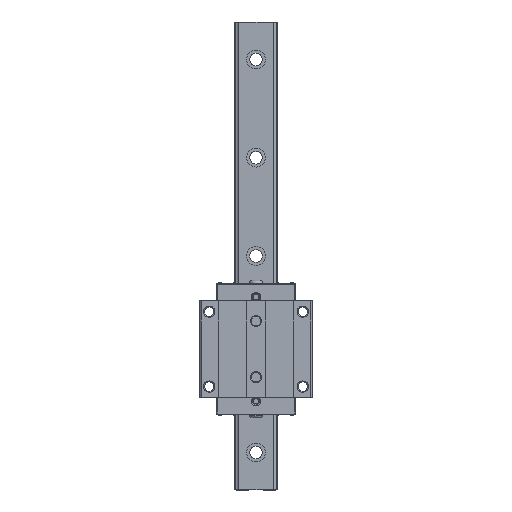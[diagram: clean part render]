
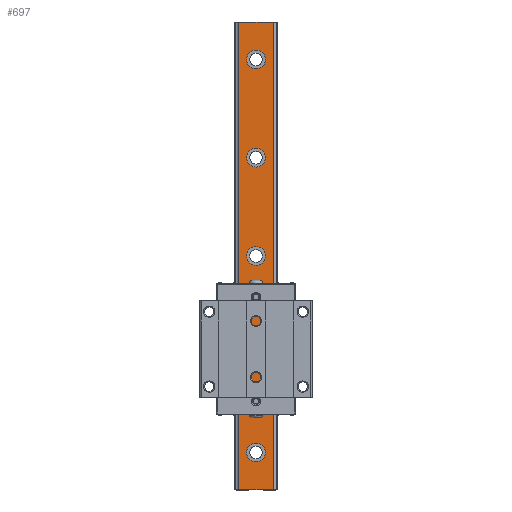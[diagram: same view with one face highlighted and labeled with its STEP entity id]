
A CAD part, top view. The second image highlights one B-rep face of the part: STEP entity #697.
In plain terms, the highlighted planar face has unit normal (0, 0, 1).
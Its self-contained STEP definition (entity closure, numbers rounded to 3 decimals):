
#697=ADVANCED_FACE('',(#1916,#1917,#1918,#1919,#1920,#1921),#1922,.T.);
#1916=FACE_BOUND('',#3715,.T.);
#1917=FACE_BOUND('',#3716,.T.);
#1918=FACE_BOUND('',#3717,.T.);
#1919=FACE_BOUND('',#3718,.T.);
#1920=FACE_BOUND('',#3719,.T.);
#1921=FACE_OUTER_BOUND('',#3720,.T.);
#1922=PLANE('',#3721);
#3715=EDGE_LOOP('',(#5656,#5657));
#3716=EDGE_LOOP('',(#5658,#5659));
#3717=EDGE_LOOP('',(#5660,#5661));
#3718=EDGE_LOOP('',(#5662,#5663));
#3719=EDGE_LOOP('',(#5664,#5665));
#3720=EDGE_LOOP('',(#5666,#5667,#5668,#5669));
#3721=AXIS2_PLACEMENT_3D('',#5670,#5671,#5672);
#5656=ORIENTED_EDGE('',*,*,#10517,.T.);
#5657=ORIENTED_EDGE('',*,*,#10503,.T.);
#5658=ORIENTED_EDGE('',*,*,#10524,.T.);
#5659=ORIENTED_EDGE('',*,*,#10493,.T.);
#5660=ORIENTED_EDGE('',*,*,#10531,.T.);
#5661=ORIENTED_EDGE('',*,*,#10483,.T.);
#5662=ORIENTED_EDGE('',*,*,#10538,.T.);
#5663=ORIENTED_EDGE('',*,*,#10473,.T.);
#5664=ORIENTED_EDGE('',*,*,#10545,.T.);
#5665=ORIENTED_EDGE('',*,*,#10463,.T.);
#5666=ORIENTED_EDGE('',*,*,#10616,.T.);
#5667=ORIENTED_EDGE('',*,*,#10617,.F.);
#5668=ORIENTED_EDGE('',*,*,#10618,.F.);
#5669=ORIENTED_EDGE('',*,*,#10613,.T.);
#5670=CARTESIAN_POINT('',(0.,0.,37.2));
#5671=DIRECTION('',(-0.0,0.,1.0));
#5672=DIRECTION('',(1.0,0.0,0.0));
#10463=EDGE_CURVE('',#12482,#12479,#12483,.T.);
#10473=EDGE_CURVE('',#12500,#12497,#12501,.T.);
#10483=EDGE_CURVE('',#12518,#12515,#12519,.T.);
#10493=EDGE_CURVE('',#12536,#12533,#12537,.T.);
#10503=EDGE_CURVE('',#12554,#12551,#12555,.T.);
#10517=EDGE_CURVE('',#12551,#12554,#12574,.T.);
#10524=EDGE_CURVE('',#12533,#12536,#12581,.T.);
#10531=EDGE_CURVE('',#12515,#12518,#12588,.T.);
#10538=EDGE_CURVE('',#12497,#12500,#12595,.T.);
#10545=EDGE_CURVE('',#12479,#12482,#12602,.T.);
#10613=EDGE_CURVE('',#12705,#12703,#12706,.T.);
#10616=EDGE_CURVE('',#12703,#12709,#12710,.T.);
#10617=EDGE_CURVE('',#12711,#12709,#12712,.T.);
#10618=EDGE_CURVE('',#12705,#12711,#12713,.T.);
#12479=VERTEX_POINT('',#15452);
#12482=VERTEX_POINT('',#15456);
#12483=CIRCLE('',#15457,10.0);
#12497=VERTEX_POINT('',#15474);
#12500=VERTEX_POINT('',#15478);
#12501=CIRCLE('',#15479,10.0);
#12515=VERTEX_POINT('',#15496);
#12518=VERTEX_POINT('',#15500);
#12519=CIRCLE('',#15501,10.0);
#12533=VERTEX_POINT('',#15518);
#12536=VERTEX_POINT('',#15522);
#12537=CIRCLE('',#15523,10.0);
#12551=VERTEX_POINT('',#15540);
#12554=VERTEX_POINT('',#15544);
#12555=CIRCLE('',#15545,10.0);
#12574=CIRCLE('',#15567,10.0);
#12581=CIRCLE('',#15574,10.0);
#12588=CIRCLE('',#15581,10.0);
#12595=CIRCLE('',#15588,10.0);
#12602=CIRCLE('',#15595,10.0);
#12703=VERTEX_POINT('',#15737);
#12705=VERTEX_POINT('',#15739);
#12706=LINE('',#15740,#15741);
#12709=VERTEX_POINT('',#15744);
#12710=LINE('',#15745,#15746);
#12711=VERTEX_POINT('',#15747);
#12712=LINE('',#15748,#15749);
#12713=LINE('',#15750,#15751);
#15452=CARTESIAN_POINT('',(10.0,40.0,37.2));
#15456=CARTESIAN_POINT('',(-10.0,40.0,37.2));
#15457=AXIS2_PLACEMENT_3D('',#19299,#19300,#19301);
#15474=CARTESIAN_POINT('',(10.0,145.0,37.2));
#15478=CARTESIAN_POINT('',(-10.0,145.0,37.2));
#15479=AXIS2_PLACEMENT_3D('',#19315,#19316,#19317);
#15496=CARTESIAN_POINT('',(10.0,250.0,37.2));
#15500=CARTESIAN_POINT('',(-10.0,250.0,37.2));
#15501=AXIS2_PLACEMENT_3D('',#19331,#19332,#19333);
#15518=CARTESIAN_POINT('',(10.0,355.0,37.2));
#15522=CARTESIAN_POINT('',(-10.0,355.0,37.2));
#15523=AXIS2_PLACEMENT_3D('',#19347,#19348,#19349);
#15540=CARTESIAN_POINT('',(10.0,460.0,37.2));
#15544=CARTESIAN_POINT('',(-10.0,460.0,37.2));
#15545=AXIS2_PLACEMENT_3D('',#19363,#19364,#19365);
#15567=AXIS2_PLACEMENT_3D('',#19387,#19388,#19389);
#15574=AXIS2_PLACEMENT_3D('',#19399,#19400,#19401);
#15581=AXIS2_PLACEMENT_3D('',#19411,#19412,#19413);
#15588=AXIS2_PLACEMENT_3D('',#19423,#19424,#19425);
#15595=AXIS2_PLACEMENT_3D('',#19435,#19436,#19437);
#15737=CARTESIAN_POINT('',(18.228,500.0,37.2));
#15739=CARTESIAN_POINT('',(18.228,0.,37.2));
#15740=CARTESIAN_POINT('',(18.228,0.,37.2));
#15741=VECTOR('',#19506,1.0);
#15744=CARTESIAN_POINT('',(-18.228,500.0,37.2));
#15745=CARTESIAN_POINT('',(18.228,500.0,37.2));
#15746=VECTOR('',#19510,1.0);
#15747=CARTESIAN_POINT('',(-18.228,0.,37.2));
#15748=CARTESIAN_POINT('',(-18.228,0.,37.2));
#15749=VECTOR('',#19511,1.0);
#15750=CARTESIAN_POINT('',(18.228,0.,37.2));
#15751=VECTOR('',#19512,1.0);
#19299=CARTESIAN_POINT('',(0.0,40.0,37.2));
#19300=DIRECTION('',(0.0,0.,-1.0));
#19301=DIRECTION('',(1.0,0.0,0.0));
#19315=CARTESIAN_POINT('',(0.0,145.0,37.2));
#19316=DIRECTION('',(0.0,0.,-1.0));
#19317=DIRECTION('',(1.0,0.0,0.0));
#19331=CARTESIAN_POINT('',(0.0,250.0,37.2));
#19332=DIRECTION('',(0.0,0.,-1.0));
#19333=DIRECTION('',(1.0,0.0,0.0));
#19347=CARTESIAN_POINT('',(0.0,355.0,37.2));
#19348=DIRECTION('',(0.0,0.,-1.0));
#19349=DIRECTION('',(1.0,0.0,0.0));
#19363=CARTESIAN_POINT('',(0.0,460.0,37.2));
#19364=DIRECTION('',(0.0,0.,-1.0));
#19365=DIRECTION('',(1.0,0.0,0.0));
#19387=CARTESIAN_POINT('',(0.0,460.0,37.2));
#19388=DIRECTION('',(0.0,0.,-1.0));
#19389=DIRECTION('',(1.0,0.0,0.0));
#19399=CARTESIAN_POINT('',(0.0,355.0,37.2));
#19400=DIRECTION('',(0.0,0.,-1.0));
#19401=DIRECTION('',(1.0,0.0,0.0));
#19411=CARTESIAN_POINT('',(0.0,250.0,37.2));
#19412=DIRECTION('',(0.0,0.,-1.0));
#19413=DIRECTION('',(1.0,0.0,0.0));
#19423=CARTESIAN_POINT('',(0.0,145.0,37.2));
#19424=DIRECTION('',(0.0,0.,-1.0));
#19425=DIRECTION('',(1.0,0.0,0.0));
#19435=CARTESIAN_POINT('',(0.0,40.0,37.2));
#19436=DIRECTION('',(0.0,0.,-1.0));
#19437=DIRECTION('',(1.0,0.0,0.0));
#19506=DIRECTION('',(0.0,1.0,0.));
#19510=DIRECTION('',(-1.0,0.0,0.0));
#19511=DIRECTION('',(0.0,1.0,0.));
#19512=DIRECTION('',(-1.0,0.0,0.0));
